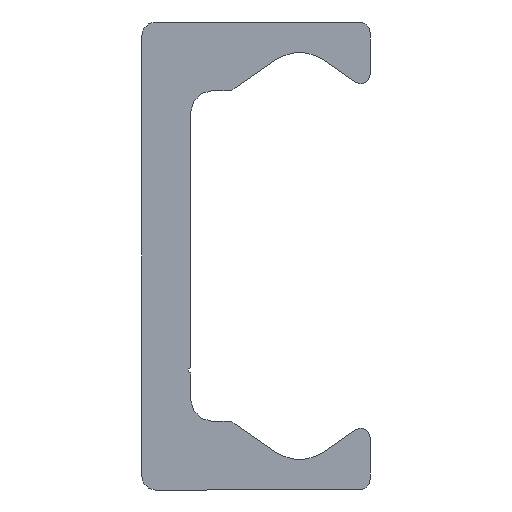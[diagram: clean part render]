
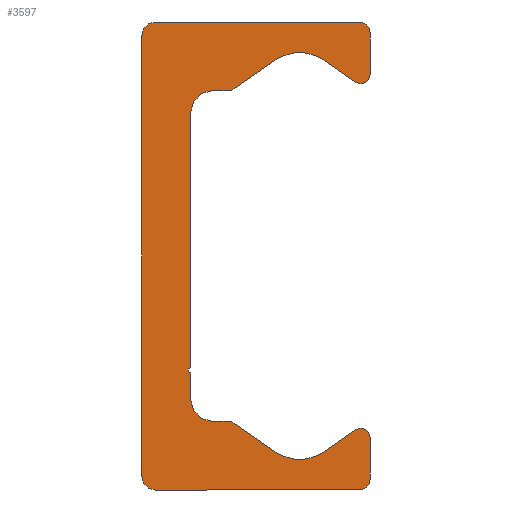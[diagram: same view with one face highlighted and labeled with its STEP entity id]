
A CAD part, left-side view. The second image highlights one B-rep face of the part: STEP entity #3597.
In plain terms, the highlighted planar face has unit normal (-1, 0, 0).
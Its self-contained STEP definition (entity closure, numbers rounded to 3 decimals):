
#2532=CARTESIAN_POINT('',(0.0,9.25,-21.5));
#2533=VERTEX_POINT('',#2532);
#2540=CARTESIAN_POINT('',(0.0,10.5,-20.25));
#2541=VERTEX_POINT('',#2540);
#2542=CARTESIAN_POINT('',(0.0,9.25,-20.25));
#2543=DIRECTION('',(1.0,0.0,0.0));
#2544=DIRECTION('',(0.0,0.0,-1.0));
#2545=AXIS2_PLACEMENT_3D('',#2542,#2543,#2544);
#2546=CIRCLE('',#2545,1.25);
#2547=EDGE_CURVE('',#2533,#2541,#2546,.T.);
#2571=CARTESIAN_POINT('',(0.0,-9.5,-21.5));
#2572=VERTEX_POINT('',#2571);
#2579=CARTESIAN_POINT('',(0.0,-9.5,-21.5));
#2580=DIRECTION('',(0.0,1.0,0.0));
#2581=VECTOR('',#2580,18.75);
#2582=LINE('',#2579,#2581);
#2583=EDGE_CURVE('',#2572,#2533,#2582,.T.);
#2603=CARTESIAN_POINT('',(0.0,-10.5,-20.5));
#2604=VERTEX_POINT('',#2603);
#2611=CARTESIAN_POINT('',(0.0,-9.5,-20.5));
#2612=DIRECTION('',(1.0,0.0,0.0));
#2613=DIRECTION('',(0.0,-1.0,0.0));
#2614=AXIS2_PLACEMENT_3D('',#2611,#2612,#2613);
#2615=CIRCLE('',#2614,1.0);
#2616=EDGE_CURVE('',#2604,#2572,#2615,.T.);
#2635=CARTESIAN_POINT('',(0.0,-10.5,-16.65));
#2636=VERTEX_POINT('',#2635);
#2643=CARTESIAN_POINT('',(0.0,-10.5,-16.65));
#2644=DIRECTION('',(0.0,0.0,-1.0));
#2645=VECTOR('',#2644,3.85);
#2646=LINE('',#2643,#2645);
#2647=EDGE_CURVE('',#2636,#2604,#2646,.T.);
#2667=CARTESIAN_POINT('',(0.0,-9.162,-15.954));
#2668=VERTEX_POINT('',#2667);
#2675=CARTESIAN_POINT('',(0.0,-9.65,-16.65));
#2676=DIRECTION('',(1.0,0.0,0.0));
#2677=DIRECTION('',(0.0,0.574,0.819));
#2678=AXIS2_PLACEMENT_3D('',#2675,#2676,#2677);
#2679=CIRCLE('',#2678,0.85);
#2680=EDGE_CURVE('',#2668,#2636,#2679,.T.);
#2699=CARTESIAN_POINT('',(0.0,-6.294,-17.962));
#2700=VERTEX_POINT('',#2699);
#2707=CARTESIAN_POINT('',(0.0,-6.294,-17.962));
#2708=DIRECTION('',(0.0,-0.819,0.574));
#2709=VECTOR('',#2708,3.501);
#2710=LINE('',#2707,#2709);
#2711=EDGE_CURVE('',#2700,#2668,#2710,.T.);
#2731=CARTESIAN_POINT('',(0.0,-1.706,-17.962));
#2732=VERTEX_POINT('',#2731);
#2739=CARTESIAN_POINT('',(0.0,-4.,-14.685));
#2740=DIRECTION('',(-1.0,0.0,0.0));
#2741=DIRECTION('',(0.0,0.574,0.819));
#2742=AXIS2_PLACEMENT_3D('',#2739,#2740,#2741);
#2743=CIRCLE('',#2742,4.0);
#2744=EDGE_CURVE('',#2732,#2700,#2743,.T.);
#2763=CARTESIAN_POINT('',(0.0,1.981,-15.381));
#2764=VERTEX_POINT('',#2763);
#2771=CARTESIAN_POINT('',(0.0,1.981,-15.381));
#2772=DIRECTION('',(0.0,-0.819,-0.574));
#2773=VECTOR('',#2772,4.5);
#2774=LINE('',#2771,#2773);
#2775=EDGE_CURVE('',#2764,#2732,#2774,.T.);
#2795=CARTESIAN_POINT('',(0.0,2.554,-15.2));
#2796=VERTEX_POINT('',#2795);
#2803=CARTESIAN_POINT('',(0.0,2.554,-16.2));
#2804=DIRECTION('',(1.0,0.0,0.0));
#2805=DIRECTION('',(0.0,0.0,1.0));
#2806=AXIS2_PLACEMENT_3D('',#2803,#2804,#2805);
#2807=CIRCLE('',#2806,1.);
#2808=EDGE_CURVE('',#2796,#2764,#2807,.T.);
#2827=CARTESIAN_POINT('',(0.0,4.0,-15.2));
#2828=VERTEX_POINT('',#2827);
#2835=CARTESIAN_POINT('',(0.0,4.0,-15.2));
#2836=DIRECTION('',(0.0,-1.0,0.0));
#2837=VECTOR('',#2836,1.446);
#2838=LINE('',#2835,#2837);
#2839=EDGE_CURVE('',#2828,#2796,#2838,.T.);
#2859=CARTESIAN_POINT('',(0.0,6.,-13.2));
#2860=VERTEX_POINT('',#2859);
#2867=CARTESIAN_POINT('',(0.0,4.,-13.2));
#2868=DIRECTION('',(-1.0,0.0,0.0));
#2869=DIRECTION('',(0.0,0.0,1.0));
#2870=AXIS2_PLACEMENT_3D('',#2867,#2868,#2869);
#2871=CIRCLE('',#2870,2.0);
#2872=EDGE_CURVE('',#2860,#2828,#2871,.T.);
#2891=CARTESIAN_POINT('',(0.0,6.,-10.75));
#2892=VERTEX_POINT('',#2891);
#2899=CARTESIAN_POINT('',(0.0,6.,-10.75));
#2900=DIRECTION('',(0.0,0.0,-1.0));
#2901=VECTOR('',#2900,2.45);
#2902=LINE('',#2899,#2901);
#2903=EDGE_CURVE('',#2892,#2860,#2902,.T.);
#2923=CARTESIAN_POINT('',(0.0,6.,-10.25));
#2924=VERTEX_POINT('',#2923);
#2931=CARTESIAN_POINT('',(0.0,6.,-10.5));
#2932=DIRECTION('',(-1.0,0.0,0.0));
#2933=DIRECTION('',(0.0,0.0,1.0));
#2934=AXIS2_PLACEMENT_3D('',#2931,#2932,#2933);
#2935=CIRCLE('',#2934,0.25);
#2936=EDGE_CURVE('',#2924,#2892,#2935,.T.);
#2955=CARTESIAN_POINT('',(0.0,6.,13.2));
#2956=VERTEX_POINT('',#2955);
#2963=CARTESIAN_POINT('',(0.0,6.,13.2));
#2964=DIRECTION('',(0.0,0.0,-1.0));
#2965=VECTOR('',#2964,23.45);
#2966=LINE('',#2963,#2965);
#2967=EDGE_CURVE('',#2956,#2924,#2966,.T.);
#3095=CARTESIAN_POINT('',(0.0,4.0,15.2));
#3096=VERTEX_POINT('',#3095);
#3103=CARTESIAN_POINT('',(0.0,4.,13.2));
#3104=DIRECTION('',(-1.0,0.0,0.0));
#3105=DIRECTION('',(0.0,-1.0,0.0));
#3106=AXIS2_PLACEMENT_3D('',#3103,#3104,#3105);
#3107=CIRCLE('',#3106,2.0);
#3108=EDGE_CURVE('',#3096,#2956,#3107,.T.);
#3127=CARTESIAN_POINT('',(0.0,2.554,15.2));
#3128=VERTEX_POINT('',#3127);
#3135=CARTESIAN_POINT('',(0.0,2.554,15.2));
#3136=DIRECTION('',(0.0,1.0,0.0));
#3137=VECTOR('',#3136,1.446);
#3138=LINE('',#3135,#3137);
#3139=EDGE_CURVE('',#3128,#3096,#3138,.T.);
#3159=CARTESIAN_POINT('',(0.0,1.981,15.381));
#3160=VERTEX_POINT('',#3159);
#3167=CARTESIAN_POINT('',(0.0,2.554,16.2));
#3168=DIRECTION('',(1.0,0.0,0.0));
#3169=DIRECTION('',(0.0,-0.574,-0.819));
#3170=AXIS2_PLACEMENT_3D('',#3167,#3168,#3169);
#3171=CIRCLE('',#3170,1.);
#3172=EDGE_CURVE('',#3160,#3128,#3171,.T.);
#3191=CARTESIAN_POINT('',(0.0,-1.706,17.962));
#3192=VERTEX_POINT('',#3191);
#3199=CARTESIAN_POINT('',(0.0,-1.706,17.962));
#3200=DIRECTION('',(0.0,0.819,-0.574));
#3201=VECTOR('',#3200,4.5);
#3202=LINE('',#3199,#3201);
#3203=EDGE_CURVE('',#3192,#3160,#3202,.T.);
#3223=CARTESIAN_POINT('',(0.0,-6.294,17.962));
#3224=VERTEX_POINT('',#3223);
#3231=CARTESIAN_POINT('',(0.0,-4.,14.685));
#3232=DIRECTION('',(-1.0,0.0,0.0));
#3233=DIRECTION('',(0.0,-0.574,-0.819));
#3234=AXIS2_PLACEMENT_3D('',#3231,#3232,#3233);
#3235=CIRCLE('',#3234,4.0);
#3236=EDGE_CURVE('',#3224,#3192,#3235,.T.);
#3255=CARTESIAN_POINT('',(0.0,-9.162,15.954));
#3256=VERTEX_POINT('',#3255);
#3263=CARTESIAN_POINT('',(0.0,-9.162,15.954));
#3264=DIRECTION('',(0.0,0.819,0.574));
#3265=VECTOR('',#3264,3.501);
#3266=LINE('',#3263,#3265);
#3267=EDGE_CURVE('',#3256,#3224,#3266,.T.);
#3287=CARTESIAN_POINT('',(0.0,-10.5,16.65));
#3288=VERTEX_POINT('',#3287);
#3295=CARTESIAN_POINT('',(0.0,-9.65,16.65));
#3296=DIRECTION('',(1.0,0.0,0.0));
#3297=DIRECTION('',(0.0,-1.0,0.0));
#3298=AXIS2_PLACEMENT_3D('',#3295,#3296,#3297);
#3299=CIRCLE('',#3298,0.85);
#3300=EDGE_CURVE('',#3288,#3256,#3299,.T.);
#3319=CARTESIAN_POINT('',(0.0,-10.5,20.5));
#3320=VERTEX_POINT('',#3319);
#3327=CARTESIAN_POINT('',(0.0,-10.5,20.5));
#3328=DIRECTION('',(0.0,0.0,-1.0));
#3329=VECTOR('',#3328,3.85);
#3330=LINE('',#3327,#3329);
#3331=EDGE_CURVE('',#3320,#3288,#3330,.T.);
#3351=CARTESIAN_POINT('',(0.0,-9.5,21.5));
#3352=VERTEX_POINT('',#3351);
#3359=CARTESIAN_POINT('',(0.0,-9.5,20.5));
#3360=DIRECTION('',(1.0,0.0,0.0));
#3361=DIRECTION('',(0.0,0.0,1.0));
#3362=AXIS2_PLACEMENT_3D('',#3359,#3360,#3361);
#3363=CIRCLE('',#3362,1.0);
#3364=EDGE_CURVE('',#3352,#3320,#3363,.T.);
#3383=CARTESIAN_POINT('',(0.0,9.25,21.5));
#3384=VERTEX_POINT('',#3383);
#3391=CARTESIAN_POINT('',(0.0,9.25,21.5));
#3392=DIRECTION('',(0.0,-1.0,0.0));
#3393=VECTOR('',#3392,18.75);
#3394=LINE('',#3391,#3393);
#3395=EDGE_CURVE('',#3384,#3352,#3394,.T.);
#3415=CARTESIAN_POINT('',(0.0,10.5,20.25));
#3416=VERTEX_POINT('',#3415);
#3423=CARTESIAN_POINT('',(0.0,9.25,20.25));
#3424=DIRECTION('',(1.0,0.0,0.0));
#3425=DIRECTION('',(0.0,1.0,0.0));
#3426=AXIS2_PLACEMENT_3D('',#3423,#3424,#3425);
#3427=CIRCLE('',#3426,1.25);
#3428=EDGE_CURVE('',#3416,#3384,#3427,.T.);
#3446=CARTESIAN_POINT('',(0.0,10.5,-20.25));
#3447=DIRECTION('',(0.0,0.0,1.0));
#3448=VECTOR('',#3447,40.5);
#3449=LINE('',#3446,#3448);
#3450=EDGE_CURVE('',#2541,#3416,#3449,.T.);
#3564=CARTESIAN_POINT('',(0.0,2.66,-0.019));
#3565=DIRECTION('',(1.0,0.0,0.0));
#3566=DIRECTION('',(0.0,0.0,-1.0));
#3567=AXIS2_PLACEMENT_3D('',#3564,#3565,#3566);
#3568=PLANE('',#3567);
#3569=ORIENTED_EDGE('',*,*,#3450,.F.);
#3570=ORIENTED_EDGE('',*,*,#2547,.F.);
#3571=ORIENTED_EDGE('',*,*,#2583,.F.);
#3572=ORIENTED_EDGE('',*,*,#2616,.F.);
#3573=ORIENTED_EDGE('',*,*,#2647,.F.);
#3574=ORIENTED_EDGE('',*,*,#2680,.F.);
#3575=ORIENTED_EDGE('',*,*,#2711,.F.);
#3576=ORIENTED_EDGE('',*,*,#2744,.F.);
#3577=ORIENTED_EDGE('',*,*,#2775,.F.);
#3578=ORIENTED_EDGE('',*,*,#2808,.F.);
#3579=ORIENTED_EDGE('',*,*,#2839,.F.);
#3580=ORIENTED_EDGE('',*,*,#2872,.F.);
#3581=ORIENTED_EDGE('',*,*,#2903,.F.);
#3582=ORIENTED_EDGE('',*,*,#2936,.F.);
#3583=ORIENTED_EDGE('',*,*,#2967,.F.);
#3584=ORIENTED_EDGE('',*,*,#3108,.F.);
#3585=ORIENTED_EDGE('',*,*,#3139,.F.);
#3586=ORIENTED_EDGE('',*,*,#3172,.F.);
#3587=ORIENTED_EDGE('',*,*,#3203,.F.);
#3588=ORIENTED_EDGE('',*,*,#3236,.F.);
#3589=ORIENTED_EDGE('',*,*,#3267,.F.);
#3590=ORIENTED_EDGE('',*,*,#3300,.F.);
#3591=ORIENTED_EDGE('',*,*,#3331,.F.);
#3592=ORIENTED_EDGE('',*,*,#3364,.F.);
#3593=ORIENTED_EDGE('',*,*,#3395,.F.);
#3594=ORIENTED_EDGE('',*,*,#3428,.F.);
#3595=EDGE_LOOP('',(#3569,#3570,#3571,#3572,#3573,#3574,#3575,#3576,#3577,#3578,#3579,#3580,#3581,#3582,#3583,#3584,#3585,#3586,#3587,#3588,#3589,#3590,#3591,#3592,#3593,#3594));
#3596=FACE_OUTER_BOUND('',#3595,.T.);
#3597=ADVANCED_FACE('',(#3596),#3568,.F.);
